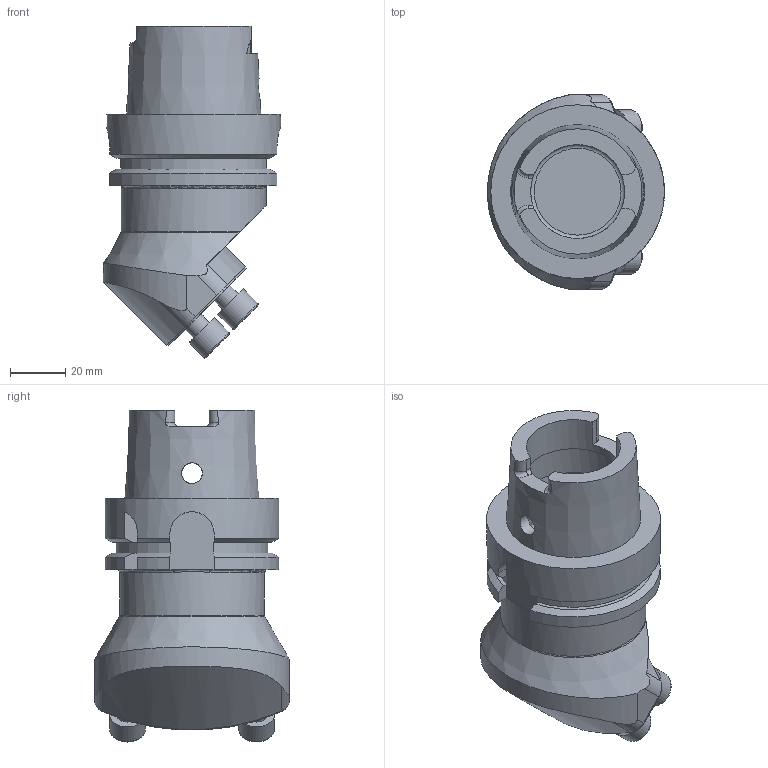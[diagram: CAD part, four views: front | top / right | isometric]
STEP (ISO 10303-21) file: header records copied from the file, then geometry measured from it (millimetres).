
FILE_DESCRIPTION(/* description */ (''),/* implementation_level */ '2;1');
FILE_NAME(/* name */ '1524204840631.stp',/* time_stamp */ '2018-04-20T08:14:09+02:00',/* author */ (''),/* organization */ ('SMS'),/* preprocessor_version */ 'ST-DEVELOPER v15',/* originating_system */ 'SIEMENS PLM Software NX 8.5',/* authorisation */ '');
FILE_SCHEMA (('AUTOMOTIVE_DESIGN { 1 0 10303 214 3 1 1 1 }'));
Length unit declared in the file: millimetre
Products named in the file (1): 201574381mod000_00
Bounding box: 64.14 x 70.5 x 120.28 mm (x, y, z)
Volume: 198216.8 mm3; surface area: 33120.2 mm2
Topology: 1 solids, 1 shells, 116 faces, 307 edges, 203 vertices
Faces by surface type: plane 49, cylinder 44, torus 12, cone 9, bspline 2
Full cylindrical faces by diameter (mm): 7.5 x2, 8 x4, 13 x4, 34.05 x2, 40.08 x1, 52.5 x1, 62.94 x1
Entity records: 3959 total; most frequent: CARTESIAN_POINT 1189, DIRECTION 569, ORIENTED_EDGE 540, EDGE_CURVE 270, AXIS2_PLACEMENT_3D 228, VERTEX_POINT 188, EDGE_LOOP 152, ADVANCED_FACE 116
